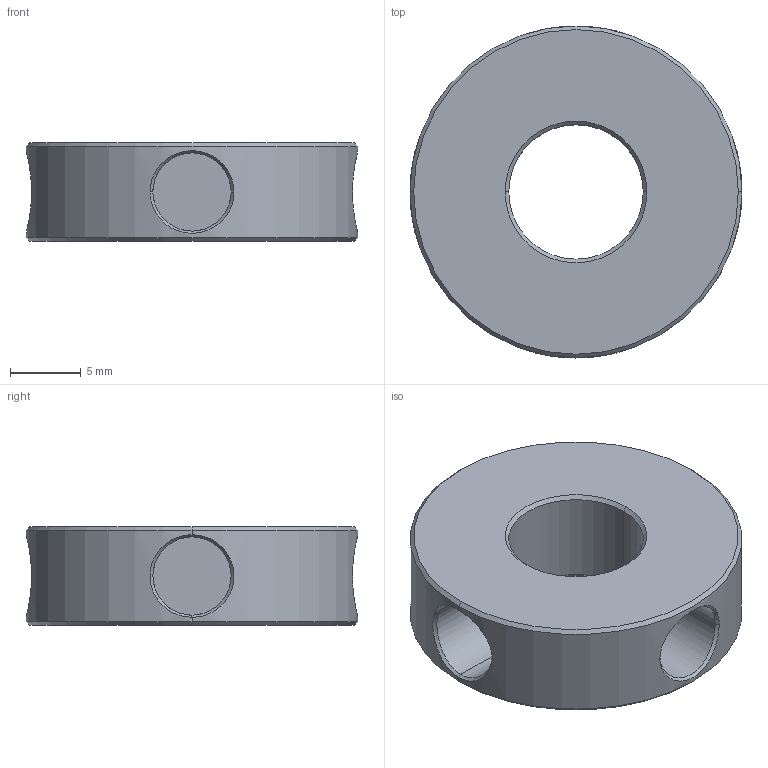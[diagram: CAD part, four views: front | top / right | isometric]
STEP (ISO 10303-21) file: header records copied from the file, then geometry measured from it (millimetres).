
FILE_DESCRIPTION (( 'STEP AP214' ), '1' );
FILE_NAME ('TTN200026-E0W.STEP', '2019-11-12T16:05:24', ( '' ), ( '' ), 'SwSTEP 2.0', 'SolidWorks 2018', '' );
FILE_SCHEMA (( 'AUTOMOTIVE_DESIGN' ));
Length unit declared in the file: inch
Products named in the file (1): TTN200026-E0W
Bounding box: 23.5 x 23.5 x 6.99 mm (x, y, z)
Volume: 2041.2 mm3; surface area: 1750.3 mm2
Topology: 1 solids, 1 shells, 34 faces, 76 edges, 46 vertices
Faces by surface type: cylinder 12, bspline 8, cone 8, plane 6
Entity records: 8012 total; most frequent: CARTESIAN_POINT 6835, ORIENTED_EDGE 152, DIRECTION 124, EDGE_CURVE 76, AXIS2_PLACEMENT_3D 51, VERTEX_POINT 46, EDGE_LOOP 38, DIMENSIONAL_EXPONENTS 37
